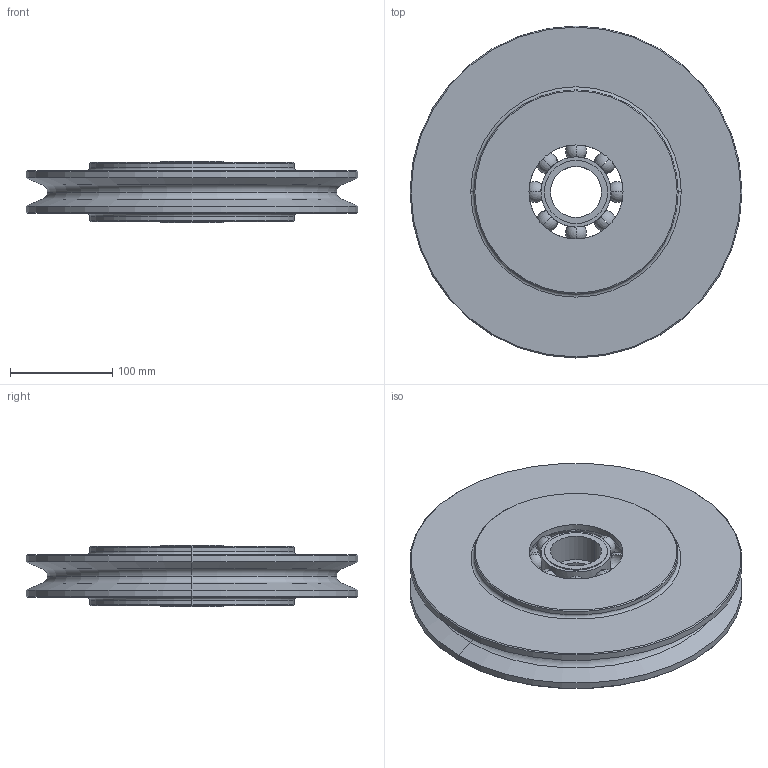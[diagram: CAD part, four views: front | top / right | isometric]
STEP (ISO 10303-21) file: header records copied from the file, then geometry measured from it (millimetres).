
FILE_DESCRIPTION(('STEP AP214'),'1');
FILE_NAME('cctmp_5F3B3149-BB34-464D-BA00-52C911E3A32C_2021_10_04_16_35_16_0126..stp','2021-10-04T14:35:16',('COLUMBUS McKINNON Engineered Products GmbH'),('CADClick - www.CADClick.com'),'Spatial InterOp 3D',' ','unknown authorization');
FILE_SCHEMA(('AUTOMOTIVE_DESIGN'));
Length unit declared in the file: millimetre
Products named in the file (1): Drahtseilrolle
Bounding box: 325 x 325 x 60 mm (x, y, z)
Volume: 3338684.8 mm3; surface area: 286414.2 mm2
Topology: 1 solids, 1 shells, 126 faces, 476 edges, 278 vertices
Faces by surface type: torus 40, sphere 32, cylinder 30, cone 12, plane 12
Entity records: 9710 total; most frequent: CARTESIAN_POINT 5153, ORIENTED_EDGE 824, DIRECTION 680, EDGE_CURVE 412, AXIS2_PLACEMENT_3D 317, VERTEX_POINT 278, CIRCLE 190, B_SPLINE_CURVE_WITH_KNOTS 176
